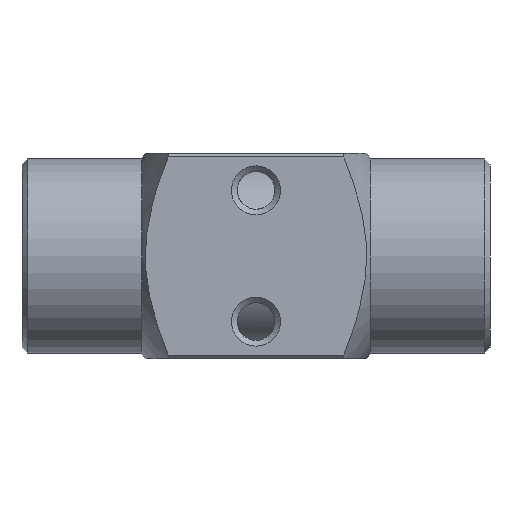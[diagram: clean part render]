
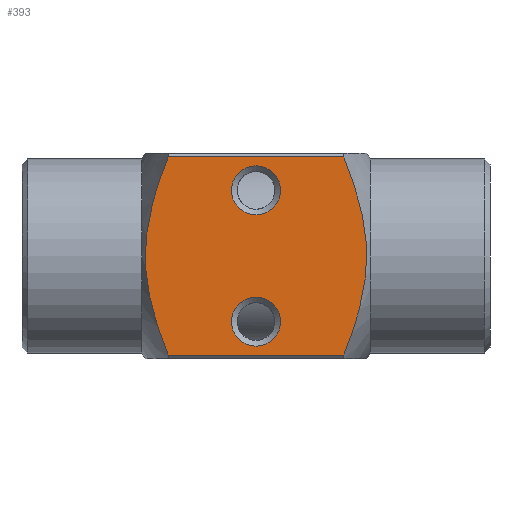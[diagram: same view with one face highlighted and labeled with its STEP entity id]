
A CAD part, front view. The second image highlights one B-rep face of the part: STEP entity #393.
In plain terms, the highlighted planar face has unit normal (0, -1, 0).
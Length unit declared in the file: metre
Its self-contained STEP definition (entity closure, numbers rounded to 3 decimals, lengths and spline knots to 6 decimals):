
#393 = ADVANCED_FACE( 'NONE', ( #838, #839, #840 ), #841, .F. );
#838 = FACE_OUTER_BOUND( '', #1311, .T. );
#839 = FACE_BOUND( '', #1312, .T. );
#840 = FACE_BOUND( '', #1313, .T. );
#841 = PLANE( '', #1314 );
#1311 = EDGE_LOOP( '', ( #2376, #2377, #2378, #2379 ) );
#1312 = EDGE_LOOP( '', ( #2380 ) );
#1313 = EDGE_LOOP( '', ( #2381 ) );
#1314 = AXIS2_PLACEMENT_3D( '', #2382, #2383, #2384 );
#2376 = ORIENTED_EDGE( '', *, *, #3050, .F. );
#2377 = ORIENTED_EDGE( '', *, *, #3089, .F. );
#2378 = ORIENTED_EDGE( '', *, *, #2865, .F. );
#2379 = ORIENTED_EDGE( '', *, *, #2790, .F. );
#2380 = ORIENTED_EDGE( '', *, *, #2954, .T. );
#2381 = ORIENTED_EDGE( '', *, *, #2768, .F. );
#2382 = CARTESIAN_POINT( '', ( -0.0205, -0.009, -0.009 ) );
#2383 = DIRECTION( '', ( 0., 1., 0. ) );
#2384 = DIRECTION( '', ( 1., 0., 0. ) );
#2768 = EDGE_CURVE( 'NONE', #3337, #3337, #3338, .T. );
#2790 = EDGE_CURVE( 'NONE', #3374, #3376, #3377, .T. );
#2865 = EDGE_CURVE( 'NONE', #3376, #3499, #3500, .T. );
#2954 = EDGE_CURVE( 'NONE', #3631, #3631, #3632, .T. );
#3050 = EDGE_CURVE( 'NONE', #3769, #3374, #3770, .T. );
#3089 = EDGE_CURVE( 'NONE', #3499, #3769, #3816, .T. );
#3337 = VERTEX_POINT( '', #4323 );
#3338 = CIRCLE( '', #4324, 0.00215 );
#3374 = VERTEX_POINT( 'NONE', #4376 );
#3376 = VERTEX_POINT( 'NONE', #4378 );
#3377 = B_SPLINE_CURVE_WITH_KNOTS( '', 3, ( #4379, #4380, #4381, #4382, #4383, #4384, #4385, #4386, #4387, #4388, #4389, #4390, #4391, #4392, #4393, #4394, #4395, #4396, #4397, #4398, #4399, #4400 ), .UNSPECIFIED., .F., .F., ( 4, 1, 1, 1, 1, 1, 1, 1, 1, 1, 1, 1, 1, 1, 1, 1, 1, 1, 1, 4 ), ( 0., 0.038799, 0.076456, 0.113022, 0.148557, 0.183136, 0.216846, 0.249788, 0.312572, 0.373587, 0.436046, 0.497743, 0.560379, 0.623661, 0.6853, 0.748823, 0.807272, 0.868325, 0.932452, 1. ), .UNSPECIFIED. );
#3499 = VERTEX_POINT( 'NONE', #4636 );
#3500 = LINE( '', #4637, #4638 );
#3631 = VERTEX_POINT( '', #4959 );
#3632 = CIRCLE( '', #4960, 0.00215 );
#3769 = VERTEX_POINT( 'NONE', #5202 );
#3770 = LINE( '', #5203, #5204 );
#3816 = B_SPLINE_CURVE_WITH_KNOTS( '', 3, ( #5298, #5299, #5300, #5301, #5302, #5303, #5304, #5305, #5306, #5307, #5308, #5309, #5310, #5311, #5312, #5313, #5314, #5315, #5316, #5317, #5318, #5319 ), .UNSPECIFIED., .F., .F., ( 4, 1, 1, 1, 1, 1, 1, 1, 1, 1, 1, 1, 1, 1, 1, 1, 1, 1, 1, 4 ), ( 0., 0.039033, 0.07691, 0.113683, 0.149414, 0.18418, 0.218068, 0.251185, 0.314701, 0.376347, 0.439622, 0.502264, 0.563955, 0.62642, 0.687428, 0.750219, 0.808361, 0.869085, 0.932852, 1. ), .UNSPECIFIED. );
#4323 = CARTESIAN_POINT( '', ( 0., -0.009, 0.0079 ) );
#4324 = AXIS2_PLACEMENT_3D( '', #5494, #5495, #5496 );
#4376 = CARTESIAN_POINT( '', ( -0.007691, -0.009, -0.008675 ) );
#4378 = CARTESIAN_POINT( '', ( -0.007691, -0.009, 0.008675 ) );
#4379 = CARTESIAN_POINT( '', ( -0.007691, -0.009, -0.008675 ) );
#4380 = CARTESIAN_POINT( '', ( -0.007776, -0.009, -0.008459 ) );
#4381 = CARTESIAN_POINT( '', ( -0.007944, -0.009, -0.008034 ) );
#4382 = CARTESIAN_POINT( '', ( -0.008181, -0.009, -0.007402 ) );
#4383 = CARTESIAN_POINT( '', ( -0.008402, -0.009, -0.006785 ) );
#4384 = CARTESIAN_POINT( '', ( -0.008606, -0.009, -0.006181 ) );
#4385 = CARTESIAN_POINT( '', ( -0.008793, -0.009, -0.005589 ) );
#4386 = CARTESIAN_POINT( '', ( -0.008963, -0.009, -0.005009 ) );
#4387 = CARTESIAN_POINT( '', ( -0.009164, -0.009, -0.004262 ) );
#4388 = CARTESIAN_POINT( '', ( -0.009374, -0.009, -0.003349 ) );
#4389 = CARTESIAN_POINT( '', ( -0.009562, -0.009001, -0.002252 ) );
#4390 = CARTESIAN_POINT( '', ( -0.009682, -0.008999, -0.001151 ) );
#4391 = CARTESIAN_POINT( '', ( -0.009724, -0.009, -0.000035 ) );
#4392 = CARTESIAN_POINT( '', ( -0.009687, -0.008999, 0.001086 ) );
#4393 = CARTESIAN_POINT( '', ( -0.00957, -0.009, 0.002202 ) );
#4394 = CARTESIAN_POINT( '', ( -0.009382, -0.009, 0.003312 ) );
#4395 = CARTESIAN_POINT( '', ( -0.009137, -0.009, 0.004382 ) );
#4396 = CARTESIAN_POINT( '', ( -0.008844, -0.009, 0.005436 ) );
#4397 = CARTESIAN_POINT( '', ( -0.00851, -0.009, 0.006481 ) );
#4398 = CARTESIAN_POINT( '', ( -0.008126, -0.009, 0.007567 ) );
#4399 = CARTESIAN_POINT( '', ( -0.007838, -0.009, 0.008299 ) );
#4400 = CARTESIAN_POINT( '', ( -0.007691, -0.009, 0.008675 ) );
#4636 = CARTESIAN_POINT( '', ( 0.007691, -0.009, 0.008675 ) );
#4637 = CARTESIAN_POINT( '', ( 0.015, -0.009, 0.008675 ) );
#4638 = VECTOR( '', #5583, 1. );
#4959 = CARTESIAN_POINT( '', ( 0., -0.009, -0.0079 ) );
#4960 = AXIS2_PLACEMENT_3D( '', #5672, #5673, #5674 );
#5202 = CARTESIAN_POINT( '', ( 0.007691, -0.009, -0.008675 ) );
#5203 = CARTESIAN_POINT( '', ( 0.015, -0.009, -0.008675 ) );
#5204 = VECTOR( '', #5765, 1. );
#5298 = CARTESIAN_POINT( '', ( 0.007691, -0.009, 0.008675 ) );
#5299 = CARTESIAN_POINT( '', ( 0.007776, -0.009, 0.008458 ) );
#5300 = CARTESIAN_POINT( '', ( 0.007946, -0.009, 0.008031 ) );
#5301 = CARTESIAN_POINT( '', ( 0.008184, -0.009, 0.007395 ) );
#5302 = CARTESIAN_POINT( '', ( 0.008406, -0.009, 0.006774 ) );
#5303 = CARTESIAN_POINT( '', ( 0.008611, -0.009, 0.006166 ) );
#5304 = CARTESIAN_POINT( '', ( 0.008798, -0.009, 0.005571 ) );
#5305 = CARTESIAN_POINT( '', ( 0.008969, -0.009, 0.004988 ) );
#5306 = CARTESIAN_POINT( '', ( 0.009171, -0.009, 0.004234 ) );
#5307 = CARTESIAN_POINT( '', ( 0.009382, -0.009, 0.003312 ) );
#5308 = CARTESIAN_POINT( '', ( 0.00957, -0.009, 0.002202 ) );
#5309 = CARTESIAN_POINT( '', ( 0.009687, -0.008999, 0.001086 ) );
#5310 = CARTESIAN_POINT( '', ( 0.009724, -0.009, -0.000035 ) );
#5311 = CARTESIAN_POINT( '', ( 0.009682, -0.008999, -0.001151 ) );
#5312 = CARTESIAN_POINT( '', ( 0.009563, -0.009001, -0.002252 ) );
#5313 = CARTESIAN_POINT( '', ( 0.009374, -0.009, -0.003349 ) );
#5314 = CARTESIAN_POINT( '', ( 0.00913, -0.009, -0.004409 ) );
#5315 = CARTESIAN_POINT( '', ( 0.008839, -0.009, -0.005454 ) );
#5316 = CARTESIAN_POINT( '', ( 0.008506, -0.009, -0.006494 ) );
#5317 = CARTESIAN_POINT( '', ( 0.008123, -0.009, -0.007573 ) );
#5318 = CARTESIAN_POINT( '', ( 0.007837, -0.009, -0.008301 ) );
#5319 = CARTESIAN_POINT( '', ( 0.007691, -0.009, -0.008675 ) );
#5494 = CARTESIAN_POINT( '', ( 0., -0.009, 0.00575 ) );
#5495 = DIRECTION( '', ( 0., -1., 0. ) );
#5496 = DIRECTION( '', ( 0., 0., 1. ) );
#5583 = DIRECTION( '', ( 1., 0., 0. ) );
#5672 = CARTESIAN_POINT( '', ( 0., -0.009, -0.00575 ) );
#5673 = DIRECTION( '', ( 0., 1., 0. ) );
#5674 = DIRECTION( '', ( 0., 0., -1. ) );
#5765 = DIRECTION( '', ( -1., 0., 0. ) );
